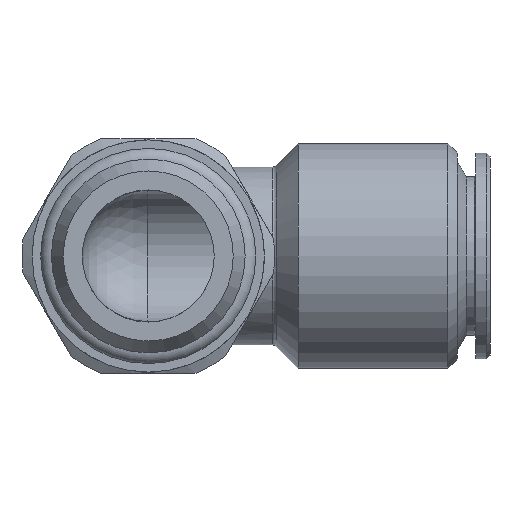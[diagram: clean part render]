
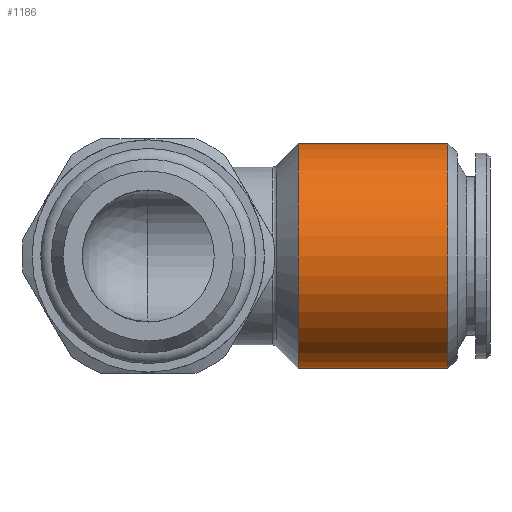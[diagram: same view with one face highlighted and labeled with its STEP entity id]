
A CAD part, front view. The second image highlights one B-rep face of the part: STEP entity #1186.
In plain terms, the highlighted cylindrical face has radius 12 mm (diameter 24 mm), a full revolution.
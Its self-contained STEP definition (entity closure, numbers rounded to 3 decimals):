
#54=CYLINDRICAL_SURFACE('',#1292,12.);
#294=ORIENTED_EDGE('',*,*,#404,.T.);
#295=ORIENTED_EDGE('',*,*,#412,.T.);
#404=EDGE_CURVE('',#483,#483,#534,.T.);
#412=EDGE_CURVE('',#486,#486,#540,.T.);
#483=VERTEX_POINT('',#2442);
#486=VERTEX_POINT('',#2460);
#534=CIRCLE('',#1278,12.);
#540=CIRCLE('',#1293,12.);
#612=EDGE_LOOP('',(#294));
#613=EDGE_LOOP('',(#295));
#701=FACE_BOUND('',#612,.T.);
#702=FACE_BOUND('',#613,.T.);
#1186=ADVANCED_FACE('',(#701,#702),#54,.T.);
#1278=AXIS2_PLACEMENT_3D('',#2441,#1476,#1477);
#1292=AXIS2_PLACEMENT_3D('',#2458,#1504,#1505);
#1293=AXIS2_PLACEMENT_3D('',#2459,#1506,#1507);
#1476=DIRECTION('',(1.,0.,0.));
#1477=DIRECTION('',(0.,0.,-1.));
#1504=DIRECTION('',(-1.,0.,0.));
#1505=DIRECTION('',(0.,0.,1.));
#1506=DIRECTION('',(-1.,0.,0.));
#1507=DIRECTION('',(0.,0.,1.));
#2441=CARTESIAN_POINT('',(16.,0.,0.));
#2442=CARTESIAN_POINT('',(16.,0.,-12.));
#2458=CARTESIAN_POINT('',(0.,0.,0.));
#2459=CARTESIAN_POINT('',(32.,0.,0.));
#2460=CARTESIAN_POINT('',(32.,0.,12.));
